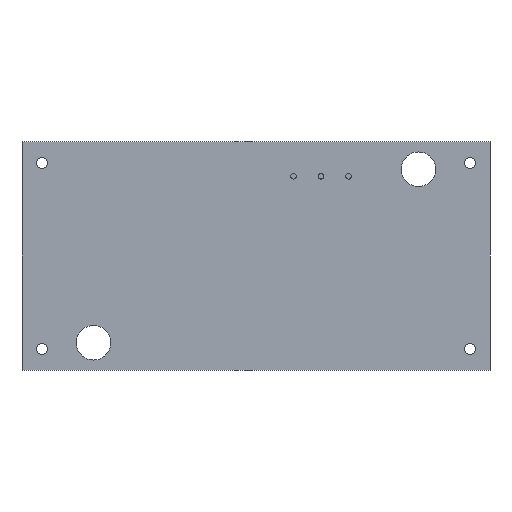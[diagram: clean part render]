
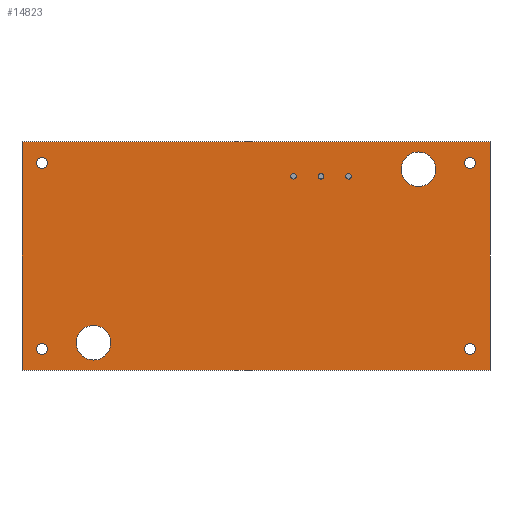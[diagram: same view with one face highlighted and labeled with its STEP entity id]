
A CAD part, front view. The second image highlights one B-rep face of the part: STEP entity #14823.
In plain terms, the highlighted planar face has unit normal (0, -1, 0).
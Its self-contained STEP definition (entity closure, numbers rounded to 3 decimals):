
#383=FACE_BOUND('',#5199,.T.);
#384=FACE_BOUND('',#5200,.T.);
#385=FACE_BOUND('',#5201,.T.);
#386=FACE_BOUND('',#5202,.T.);
#387=FACE_BOUND('',#5203,.T.);
#388=FACE_BOUND('',#5204,.T.);
#1032=LINE('',#21651,#2461);
#1036=LINE('',#21659,#2465);
#1039=LINE('',#21665,#2468);
#1042=LINE('',#21670,#2471);
#2461=VECTOR('',#17325,10.);
#2465=VECTOR('',#17331,10.);
#2468=VECTOR('',#17336,10.);
#2471=VECTOR('',#17341,10.);
#3819=PLANE('',#15897);
#4323=FACE_OUTER_BOUND('',#5198,.T.);
#5198=EDGE_LOOP('',(#10351,#10352,#10353,#10354));
#5199=EDGE_LOOP('',(#10355));
#5200=EDGE_LOOP('',(#10356));
#5201=EDGE_LOOP('',(#10357));
#5202=EDGE_LOOP('',(#10358));
#5203=EDGE_LOOP('',(#10359));
#5204=EDGE_LOOP('',(#10360));
#6062=CIRCLE('',#15875,1.6);
#6064=CIRCLE('',#15878,0.5);
#6066=CIRCLE('',#15881,0.5);
#6068=CIRCLE('',#15884,0.5);
#6070=CIRCLE('',#15887,0.5);
#6072=CIRCLE('',#15890,1.6);
#6511=VERTEX_POINT('',#21613);
#6513=VERTEX_POINT('',#21619);
#6515=VERTEX_POINT('',#21625);
#6517=VERTEX_POINT('',#21631);
#6519=VERTEX_POINT('',#21637);
#6521=VERTEX_POINT('',#21643);
#6523=VERTEX_POINT('',#21649);
#6524=VERTEX_POINT('',#21650);
#6527=VERTEX_POINT('',#21658);
#6529=VERTEX_POINT('',#21664);
#7962=EDGE_CURVE('',#6511,#6511,#6062,.T.);
#7965=EDGE_CURVE('',#6513,#6513,#6064,.T.);
#7968=EDGE_CURVE('',#6515,#6515,#6066,.T.);
#7971=EDGE_CURVE('',#6517,#6517,#6068,.T.);
#7974=EDGE_CURVE('',#6519,#6519,#6070,.T.);
#7977=EDGE_CURVE('',#6521,#6521,#6072,.T.);
#7980=EDGE_CURVE('',#6523,#6524,#1032,.T.);
#7984=EDGE_CURVE('',#6524,#6527,#1036,.T.);
#7987=EDGE_CURVE('',#6527,#6529,#1039,.T.);
#7990=EDGE_CURVE('',#6529,#6523,#1042,.T.);
#10351=ORIENTED_EDGE('',*,*,#7990,.T.);
#10352=ORIENTED_EDGE('',*,*,#7980,.T.);
#10353=ORIENTED_EDGE('',*,*,#7984,.T.);
#10354=ORIENTED_EDGE('',*,*,#7987,.T.);
#10355=ORIENTED_EDGE('',*,*,#7962,.T.);
#10356=ORIENTED_EDGE('',*,*,#7965,.T.);
#10357=ORIENTED_EDGE('',*,*,#7968,.T.);
#10358=ORIENTED_EDGE('',*,*,#7971,.T.);
#10359=ORIENTED_EDGE('',*,*,#7974,.T.);
#10360=ORIENTED_EDGE('',*,*,#7977,.T.);
#14823=ADVANCED_FACE('',(#4323,#383,#384,#385,#386,#387,#388),#3819,.F.);
#15875=AXIS2_PLACEMENT_3D('',#21614,#17283,#17284);
#15878=AXIS2_PLACEMENT_3D('',#21620,#17290,#17291);
#15881=AXIS2_PLACEMENT_3D('',#21626,#17297,#17298);
#15884=AXIS2_PLACEMENT_3D('',#21632,#17304,#17305);
#15887=AXIS2_PLACEMENT_3D('',#21638,#17311,#17312);
#15890=AXIS2_PLACEMENT_3D('',#21644,#17318,#17319);
#15897=AXIS2_PLACEMENT_3D('',#21673,#17345,#17346);
#17283=DIRECTION('center_axis',(0.,1.,0.));
#17284=DIRECTION('ref_axis',(1.,0.,0.));
#17290=DIRECTION('center_axis',(0.,1.,0.));
#17291=DIRECTION('ref_axis',(1.,0.,0.));
#17297=DIRECTION('center_axis',(0.,1.,0.));
#17298=DIRECTION('ref_axis',(1.,0.,0.));
#17304=DIRECTION('center_axis',(0.,1.,0.));
#17305=DIRECTION('ref_axis',(1.,0.,0.));
#17311=DIRECTION('center_axis',(0.,1.,0.));
#17312=DIRECTION('ref_axis',(1.,0.,0.));
#17318=DIRECTION('center_axis',(0.,1.,0.));
#17319=DIRECTION('ref_axis',(1.,0.,0.));
#17325=DIRECTION('',(0.,0.,1.));
#17331=DIRECTION('',(-1.,0.,0.));
#17336=DIRECTION('',(0.,0.,-1.));
#17341=DIRECTION('',(1.,0.,0.));
#17345=DIRECTION('center_axis',(0.,1.,0.));
#17346=DIRECTION('ref_axis',(1.,0.,0.));
#21613=CARTESIAN_POINT('',(-16.586,0.,-8.001));
#21614=CARTESIAN_POINT('Origin',(-14.986,0.,-8.001));
#21619=CARTESIAN_POINT('',(-20.249,0.,-8.573));
#21620=CARTESIAN_POINT('Origin',(-19.749,0.,-8.573));
#21625=CARTESIAN_POINT('',(19.249,0.,8.573));
#21626=CARTESIAN_POINT('Origin',(19.749,0.,8.573));
#21631=CARTESIAN_POINT('',(-20.249,0.,8.573));
#21632=CARTESIAN_POINT('Origin',(-19.749,0.,8.573));
#21637=CARTESIAN_POINT('',(19.249,0.,-8.573));
#21638=CARTESIAN_POINT('Origin',(19.749,0.,-8.573));
#21643=CARTESIAN_POINT('',(13.386,0.,8.001));
#21644=CARTESIAN_POINT('Origin',(14.986,0.,8.001));
#21649=CARTESIAN_POINT('',(21.59,0.,-10.541));
#21650=CARTESIAN_POINT('',(21.59,0.,10.541));
#21651=CARTESIAN_POINT('',(21.59,0.,-10.541));
#21658=CARTESIAN_POINT('',(-21.59,0.,10.541));
#21659=CARTESIAN_POINT('',(21.59,0.,10.541));
#21664=CARTESIAN_POINT('',(-21.59,0.,-10.541));
#21665=CARTESIAN_POINT('',(-21.59,0.,10.541));
#21670=CARTESIAN_POINT('',(-21.59,0.,-10.541));
#21673=CARTESIAN_POINT('Origin',(0.,0.,0.));
